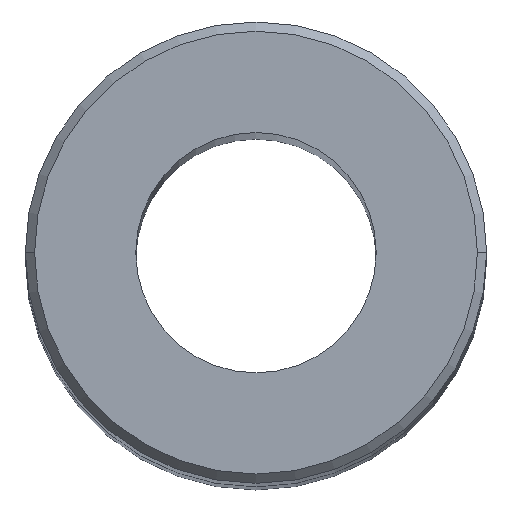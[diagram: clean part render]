
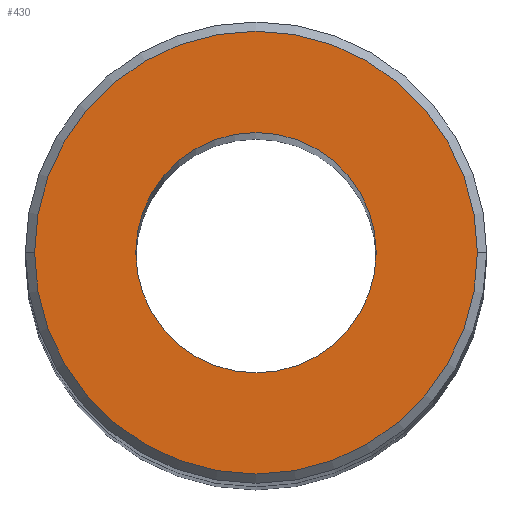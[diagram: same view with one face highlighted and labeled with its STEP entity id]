
A CAD part, top view. The second image highlights one B-rep face of the part: STEP entity #430.
In plain terms, the highlighted planar face has unit normal (0, 0, 1).
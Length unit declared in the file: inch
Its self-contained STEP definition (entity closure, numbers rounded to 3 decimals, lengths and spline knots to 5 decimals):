
#4 = VERTEX_POINT ( 'NONE', #55 ) ;
#9 = CARTESIAN_POINT ( 'NONE',  ( 0., 0., 4.15 ) ) ;
#21 = CARTESIAN_POINT ( 'NONE',  ( 0., 0., 4.15 ) ) ;
#35 = DIRECTION ( 'NONE',  ( 1., 0., 0. ) ) ;
#39 = AXIS2_PLACEMENT_3D ( 'NONE', #450, #374, #109 ) ;
#41 = VERTEX_POINT ( 'NONE', #257 ) ;
#55 = CARTESIAN_POINT ( 'NONE',  ( 0.2395, 0., 4.15 ) ) ;
#60 = DIRECTION ( 'NONE',  ( 0., 0., 1. ) ) ;
#75 = ORIENTED_EDGE ( 'NONE', *, *, #191, .T. ) ;
#94 = PLANE ( 'NONE',  #308 ) ;
#103 = EDGE_LOOP ( 'NONE', ( #267, #241 ) ) ;
#109 = DIRECTION ( 'NONE',  ( 1., 0., 0. ) ) ;
#111 = AXIS2_PLACEMENT_3D ( 'NONE', #9, #187, #35 ) ;
#127 = CIRCLE ( 'NONE', #377, 0.13 ) ;
#129 = ORIENTED_EDGE ( 'NONE', *, *, #294, .T. ) ;
#144 = VERTEX_POINT ( 'NONE', #324 ) ;
#161 = DIRECTION ( 'NONE',  ( 0., 0., 1. ) ) ;
#171 = CIRCLE ( 'NONE', #111, 0.2395 ) ;
#178 = AXIS2_PLACEMENT_3D ( 'NONE', #309, #161, #456 ) ;
#187 = DIRECTION ( 'NONE',  ( 0., 0., 1. ) ) ;
#191 = EDGE_CURVE ( 'NONE', #4, #144, #382, .T. ) ;
#213 = FACE_OUTER_BOUND ( 'NONE', #305, .T. ) ;
#235 = CIRCLE ( 'NONE', #178, 0.13 ) ;
#241 = ORIENTED_EDGE ( 'NONE', *, *, #358, .F. ) ;
#257 = CARTESIAN_POINT ( 'NONE',  ( 0.13, 0., 4.15 ) ) ;
#267 = ORIENTED_EDGE ( 'NONE', *, *, #411, .F. ) ;
#294 = EDGE_CURVE ( 'NONE', #144, #4, #171, .T. ) ;
#305 = EDGE_LOOP ( 'NONE', ( #129, #75 ) ) ;
#308 = AXIS2_PLACEMENT_3D ( 'NONE', #21, #60, #389 ) ;
#309 = CARTESIAN_POINT ( 'NONE',  ( 0., 0., 4.15 ) ) ;
#310 = DIRECTION ( 'NONE',  ( 1., 0., 0. ) ) ;
#324 = CARTESIAN_POINT ( 'NONE',  ( -0.2395, 0., 4.15 ) ) ;
#336 = VERTEX_POINT ( 'NONE', #370 ) ;
#358 = EDGE_CURVE ( 'NONE', #41, #336, #235, .T. ) ;
#370 = CARTESIAN_POINT ( 'NONE',  ( -0.13, 0., 4.15 ) ) ;
#374 = DIRECTION ( 'NONE',  ( 0., 0., 1. ) ) ;
#377 = AXIS2_PLACEMENT_3D ( 'NONE', #459, #378, #310 ) ;
#378 = DIRECTION ( 'NONE',  ( 0., 0., 1. ) ) ;
#382 = CIRCLE ( 'NONE', #39, 0.2395 ) ;
#389 = DIRECTION ( 'NONE',  ( 1., 0., 0. ) ) ;
#411 = EDGE_CURVE ( 'NONE', #336, #41, #127, .T. ) ;
#430 = ADVANCED_FACE ( 'NONE', ( #213, #446 ), #94, .T. ) ;
#446 = FACE_BOUND ( 'NONE', #103, .T. ) ;
#450 = CARTESIAN_POINT ( 'NONE',  ( 0., 0., 4.15 ) ) ;
#456 = DIRECTION ( 'NONE',  ( 1., 0., 0. ) ) ;
#459 = CARTESIAN_POINT ( 'NONE',  ( 0., 0., 4.15 ) ) ;
